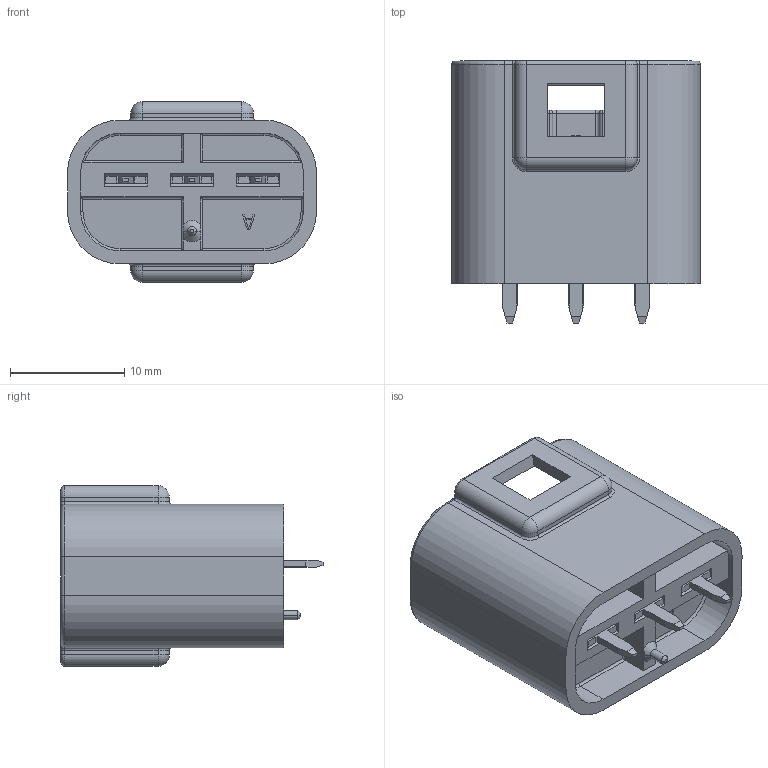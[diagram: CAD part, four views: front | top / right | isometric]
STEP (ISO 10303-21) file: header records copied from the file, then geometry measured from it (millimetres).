
FILE_DESCRIPTION (( 'STEP AP214' ), '1' );
FILE_NAME ('572-003-420-301.STEP', '2020-07-30T19:26:18', ( '' ), ( '' ), 'SwSTEP 2.0', 'SolidWorks 2020', '' );
FILE_SCHEMA (( 'AUTOMOTIVE_DESIGN' ));
Length unit declared in the file: millimetre
Products named in the file (5): 572-003-420-PCB HOUSING_BLUE; 570-420 PCB-TERMINAL-1; 570-420 PCB-TERMINAL-2; 572-003-420-301; 570-420 PCB-TERMINAL-3
Assembly tree (4 placements, depth 2):
  572-003-420-301
    572-003-420-PCB HOUSING_BLUE
    570-420 PCB-TERMINAL-1
    570-420 PCB-TERMINAL-2
    570-420 PCB-TERMINAL-3
Bounding box: 21.8 x 22.95 x 15.8 mm (x, y, z)
Volume: 1985.7 mm3; surface area: 3516.9 mm2
Topology: 4 solids, 4 shells, 455 faces, 1194 edges, 740 vertices
Faces by surface type: plane 288, cylinder 106, torus 40, sphere 12, cone 9
Entity records: 13936 total; most frequent: CARTESIAN_POINT 2470, ORIENTED_EDGE 2364, DIRECTION 2332, EDGE_CURVE 1182, LINE 920, VECTOR 920, VERTEX_POINT 740, AXIS2_PLACEMENT_3D 706
